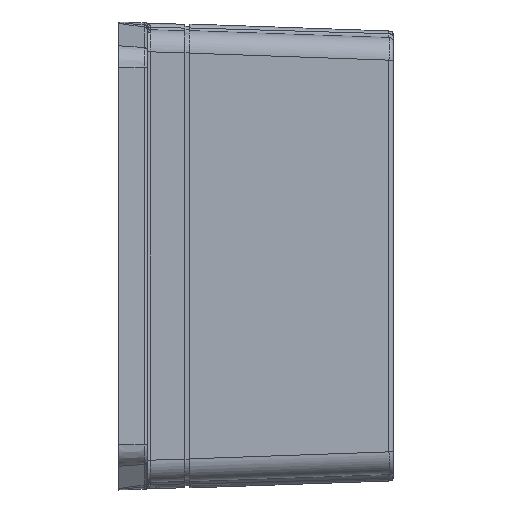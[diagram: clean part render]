
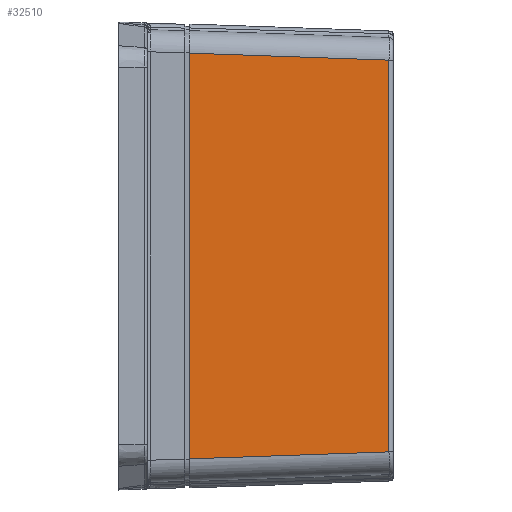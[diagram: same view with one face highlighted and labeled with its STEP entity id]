
A CAD part, left-side view. The second image highlights one B-rep face of the part: STEP entity #32510.
In plain terms, the highlighted face is planar.
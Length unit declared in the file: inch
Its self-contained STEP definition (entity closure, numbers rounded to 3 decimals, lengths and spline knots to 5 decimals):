
#970 = CARTESIAN_POINT ( 'NONE',  ( 2.0073, 1.82027, 1.74758 ) ) ;
#2136 = ORIENTED_EDGE ( 'NONE', *, *, #33687, .T. ) ;
#5453 = DIRECTION ( 'NONE',  ( 0.035, -0.999, 0.035 ) ) ;
#8486 = EDGE_LOOP ( 'NONE', ( #2136, #47397, #40952, #9641 ) ) ;
#9641 = ORIENTED_EDGE ( 'NONE', *, *, #28479, .T. ) ;
#9837 = DIRECTION ( 'NONE',  ( 0.999, 0.035, 0. ) ) ;
#10472 = VECTOR ( 'NONE', #47614, 39.37008 ) ;
#10606 = CARTESIAN_POINT ( 'NONE',  ( 2.07086, 0.00014, -2.06693 ) ) ;
#13962 = CARTESIAN_POINT ( 'NONE',  ( 2.07117, -0.00877, -1.81145 ) ) ;
#14786 = CARTESIAN_POINT ( 'NONE',  ( 2.06949, 0.03937, -2.06693 ) ) ;
#16340 = VECTOR ( 'NONE', #34724, 39.37008 ) ;
#19143 = CARTESIAN_POINT ( 'NONE',  ( 2.0073, 1.82027, -1.03346 ) ) ;
#21411 = FACE_OUTER_BOUND ( 'NONE', #8486, .T. ) ;
#22581 = EDGE_CURVE ( 'NONE', #25242, #50640, #38926, .T. ) ;
#23787 = CARTESIAN_POINT ( 'NONE',  ( 2.06949, 0.03937, 1.80977 ) ) ;
#25242 = VERTEX_POINT ( 'NONE', #29983 ) ;
#25791 = CARTESIAN_POINT ( 'NONE',  ( 2.06949, 0.03937, -1.80977 ) ) ;
#28479 = EDGE_CURVE ( 'NONE', #29870, #46034, #34809, .T. ) ;
#29870 = VERTEX_POINT ( 'NONE', #970 ) ;
#29983 = CARTESIAN_POINT ( 'NONE',  ( 2.0073, 1.82027, -1.74758 ) ) ;
#32510 = ADVANCED_FACE ( 'NONE', ( #21411 ), #46097, .T. ) ;
#33687 = EDGE_CURVE ( 'NONE', #46034, #50640, #50767, .T. ) ;
#34724 = DIRECTION ( 'NONE',  ( 0.035, -0.999, -0.035 ) ) ;
#34809 = LINE ( 'NONE', #42933, #49655 ) ;
#36468 = AXIS2_PLACEMENT_3D ( 'NONE', #10606, #9837, #46605 ) ;
#38926 = LINE ( 'NONE', #13962, #16340 ) ;
#40952 = ORIENTED_EDGE ( 'NONE', *, *, #49149, .F. ) ;
#42933 = CARTESIAN_POINT ( 'NONE',  ( 2.0073, 1.82027, 1.74758 ) ) ;
#43576 = LINE ( 'NONE', #19143, #51094 ) ;
#46034 = VERTEX_POINT ( 'NONE', #23787 ) ;
#46097 = PLANE ( 'NONE',  #36468 ) ;
#46605 = DIRECTION ( 'NONE',  ( -0.035, 0.999, 0. ) ) ;
#47252 = DIRECTION ( 'NONE',  ( 0., 0., -1. ) ) ;
#47397 = ORIENTED_EDGE ( 'NONE', *, *, #22581, .F. ) ;
#47614 = DIRECTION ( 'NONE',  ( 0., 0., -1. ) ) ;
#49149 = EDGE_CURVE ( 'NONE', #29870, #25242, #43576, .T. ) ;
#49655 = VECTOR ( 'NONE', #5453, 39.37008 ) ;
#50640 = VERTEX_POINT ( 'NONE', #25791 ) ;
#50767 = LINE ( 'NONE', #14786, #10472 ) ;
#51094 = VECTOR ( 'NONE', #47252, 39.37008 ) ;
